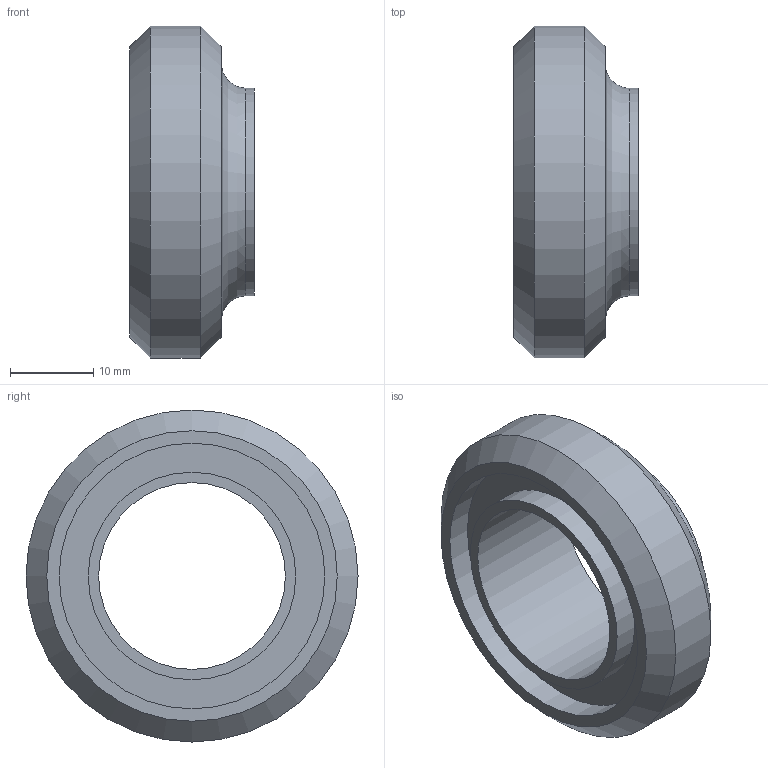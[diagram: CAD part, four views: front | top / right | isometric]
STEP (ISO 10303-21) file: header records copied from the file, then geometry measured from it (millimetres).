
FILE_DESCRIPTION((''),'2;1');
FILE_NAME('17500025X.stp','2010-08-10T15:31:24',('thilbrands'),(''),'Autodesk Inventor 2008','Autodesk Inventor 2008','');
FILE_SCHEMA(('AUTOMOTIVE_DESIGN { 1 0 10303 214 1 1 1 1 }'));
Length unit declared in the file: millimetre
Products named in the file (1): 175000251
Bounding box: 15 x 40 x 40 mm (x, y, z)
Volume: 8288.7 mm3; surface area: 4530.5 mm2
Topology: 1 solids, 1 shells, 13 faces, 21 edges, 13 vertices
Faces by surface type: cylinder 5, plane 5, cone 2, bspline 1
Full cylindrical faces by diameter (mm): 22.5 x1, 25 x2, 32 x1, 40 x1
Entity records: 334 total; most frequent: CARTESIAN_POINT 84, DIRECTION 52, AXIS2_PLACEMENT_3D 26, ORIENTED_EDGE 26, EDGE_LOOP 26, VERTEX_POINT 13, CIRCLE 13, EDGE_CURVE 13
